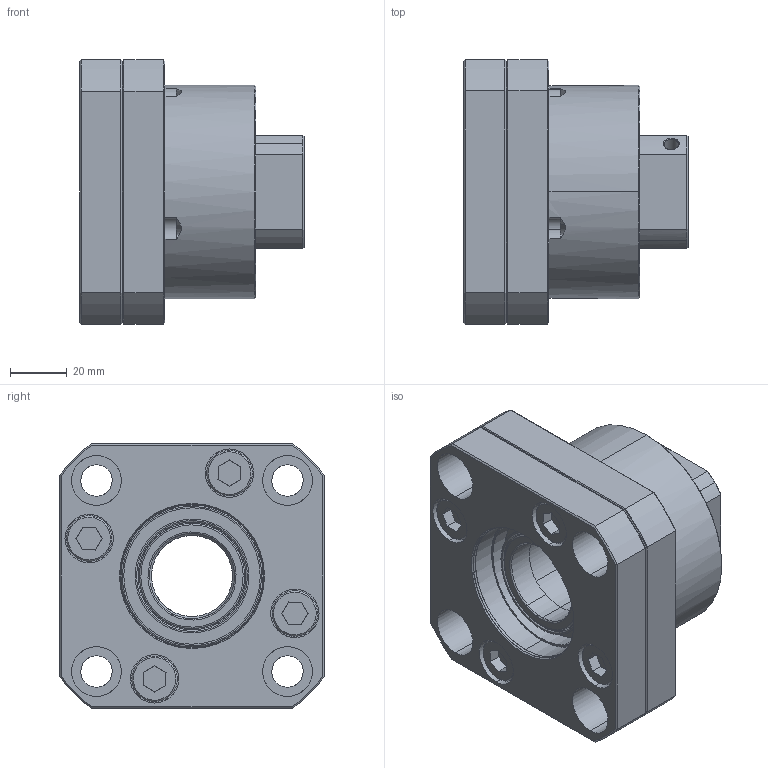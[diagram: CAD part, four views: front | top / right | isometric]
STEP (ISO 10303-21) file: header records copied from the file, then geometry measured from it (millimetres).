
FILE_DESCRIPTION(('HOOPS Exchange Step'),'2;1');
FILE_NAME('export-1444A933-F3D4-43A7-90B3-2DDF8989D907.stp','2025-01-13T08:17:13+01:00',('Engineering'),('Alibre'),'HOOPS Exchange 2024.3','Alibre','Unknown authorisation');
FILE_SCHEMA( ('AP242_MANAGED_MODEL_BASED_3D_ENGINEERING_MIM_LF {1 0 10303 442 1 1 4 }') );
Length unit declared in the file: millimetre
Products named in the file (1): 5010 FK30 Fixed Ballscrew Support Units (C3 quality) Mounting B
Bounding box: 79 x 93 x 93 mm (x, y, z)
Surface area: 79479.8 mm2 (no closed solid volume)
Topology: 0 solids, 14 shells, 283 faces, 697 edges, 385 vertices
Faces by surface type: cylinder 106, plane 86, cone 68, torus 19, bspline 4
Entity records: 11729 total; most frequent: CARTESIAN_POINT 5422, ORIENTED_EDGE 1306, DIRECTION 1219, EDGE_CURVE 697, AXIS2_PLACEMENT_3D 514, VERTEX_POINT 385, EDGE_LOOP 323, FACE_BOUND 323
